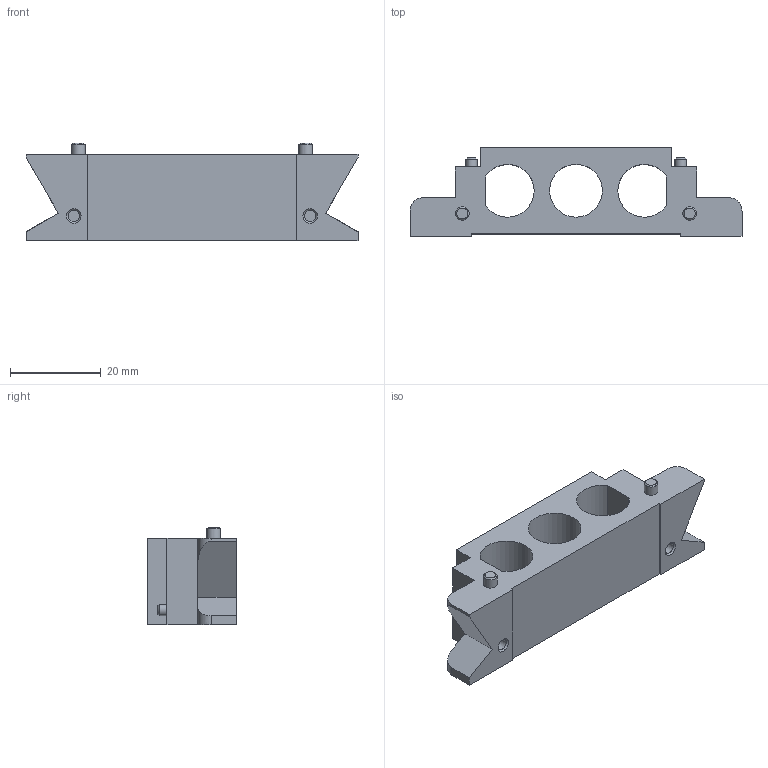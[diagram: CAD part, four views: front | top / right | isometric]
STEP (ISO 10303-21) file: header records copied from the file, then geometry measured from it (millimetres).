
FILE_DESCRIPTION((''),'2;1');
FILE_NAME('2430_05.stp','2006-01-04T09:07:37',('rivolro1'),(''),'Autodesk Inventor 10','Autodesk Inventor 10','');
FILE_SCHEMA(('AUTOMOTIVE_DESIGN { 1 0 10303 214 1 1 1 1 }'));
Length unit declared in the file: millimetre
Products named in the file (1): 2430_05
Bounding box: 73 x 19.5 x 21.5 mm (x, y, z)
Volume: 14544.3 mm3; surface area: 7435.2 mm2
Topology: 1 solids, 1 shells, 63 faces, 144 edges, 93 vertices
Faces by surface type: plane 30, bspline 19, cylinder 10, cone 4
Full cylindrical faces by diameter (mm): 2.5 x2, 3 x2
Entity records: 1860 total; most frequent: CARTESIAN_POINT 517, DIRECTION 256, ORIENTED_EDGE 244, EDGE_CURVE 122, EDGE_LOOP 100, VERTEX_POINT 92, AXIS2_PLACEMENT_3D 89, VECTOR 78
